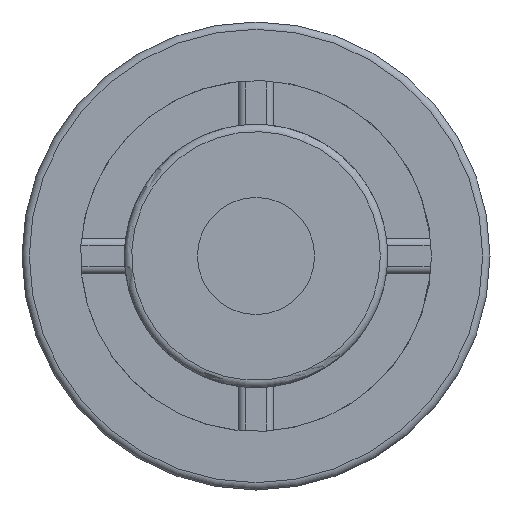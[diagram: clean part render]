
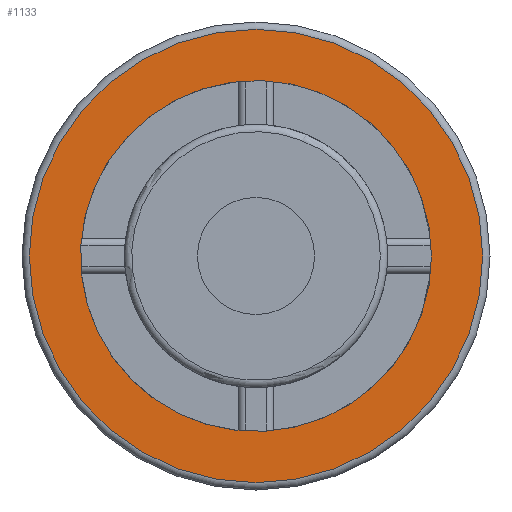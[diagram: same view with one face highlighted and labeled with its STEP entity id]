
A CAD part, front view. The second image highlights one B-rep face of the part: STEP entity #1133.
In plain terms, the highlighted planar face has unit normal (0, -1, 0).
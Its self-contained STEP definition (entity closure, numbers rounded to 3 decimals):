
#44=FACE_BOUND('',#296,.T.);
#84=CIRCLE('',#1227,15.5);
#86=CIRCLE('',#1231,12.);
#165=PLANE('',#1230);
#213=FACE_OUTER_BOUND('',#295,.T.);
#295=EDGE_LOOP('',(#865));
#296=EDGE_LOOP('',(#866));
#547=VERTEX_POINT('',#1986);
#549=VERTEX_POINT('',#1992);
#679=EDGE_CURVE('',#547,#547,#84,.T.);
#681=EDGE_CURVE('',#549,#549,#86,.T.);
#865=ORIENTED_EDGE('',*,*,#679,.F.);
#866=ORIENTED_EDGE('',*,*,#681,.T.);
#1133=ADVANCED_FACE('',(#213,#44),#165,.T.);
#1227=AXIS2_PLACEMENT_3D('',#1987,#1460,#1461);
#1230=AXIS2_PLACEMENT_3D('',#1991,#1466,#1467);
#1231=AXIS2_PLACEMENT_3D('',#1993,#1468,#1469);
#1460=DIRECTION('center_axis',(0.,1.,0.));
#1461=DIRECTION('ref_axis',(-1.,0.,0.));
#1466=DIRECTION('center_axis',(0.,-1.,0.));
#1467=DIRECTION('ref_axis',(0.,0.,-1.));
#1468=DIRECTION('center_axis',(0.,1.,0.));
#1469=DIRECTION('ref_axis',(-1.,0.,0.));
#1986=CARTESIAN_POINT('',(15.5,0.,0.));
#1987=CARTESIAN_POINT('Origin',(0.,0.,0.));
#1991=CARTESIAN_POINT('Origin',(0.,0.,0.));
#1992=CARTESIAN_POINT('',(12.,0.,0.));
#1993=CARTESIAN_POINT('Origin',(0.,0.,0.));
